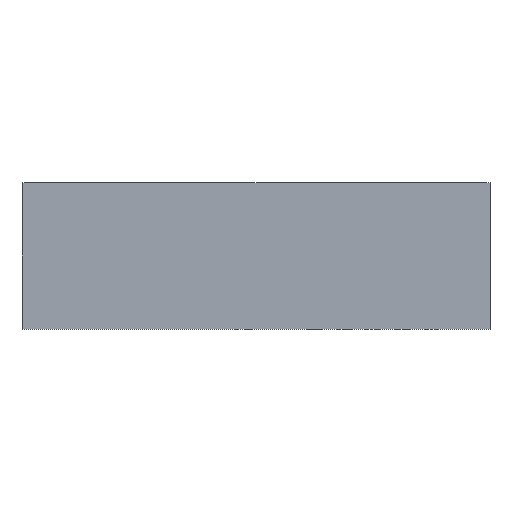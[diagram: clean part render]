
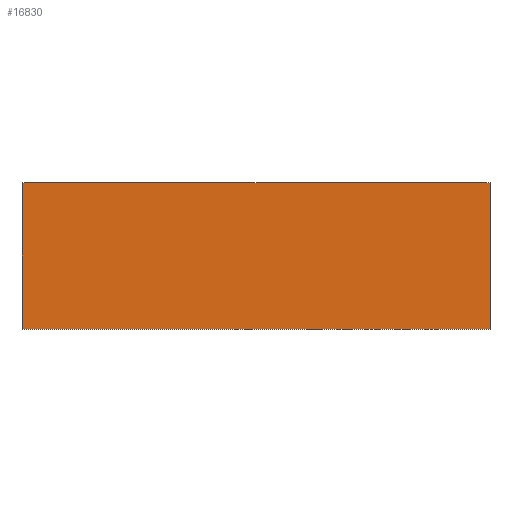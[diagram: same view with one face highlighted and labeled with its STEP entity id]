
A CAD part, left-side view. The second image highlights one B-rep face of the part: STEP entity #16830.
In plain terms, the highlighted planar face has unit normal (-1, 0, 0).
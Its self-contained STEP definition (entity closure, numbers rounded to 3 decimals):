
#98=PLANE('',#17692);
#942=FACE_OUTER_BOUND('',#1827,.T.);
#1827=EDGE_LOOP('',(#12979,#12980,#12981,#12982));
#3413=LINE('',#24214,#5905);
#3623=LINE('',#24635,#6115);
#3773=LINE('',#24934,#6265);
#3774=LINE('',#24935,#6266);
#5905=VECTOR('',#19323,10.);
#6115=VECTOR('',#19535,10.);
#6265=VECTOR('',#19687,10.);
#6266=VECTOR('',#19688,10.);
#8379=VERTEX_POINT('',#24212);
#8380=VERTEX_POINT('',#24213);
#8589=VERTEX_POINT('',#24632);
#8590=VERTEX_POINT('',#24634);
#10069=EDGE_CURVE('',#8379,#8380,#3413,.T.);
#10279=EDGE_CURVE('',#8589,#8590,#3623,.T.);
#10429=EDGE_CURVE('',#8379,#8589,#3773,.T.);
#10430=EDGE_CURVE('',#8380,#8590,#3774,.T.);
#12979=ORIENTED_EDGE('',*,*,#10279,.F.);
#12980=ORIENTED_EDGE('',*,*,#10429,.F.);
#12981=ORIENTED_EDGE('',*,*,#10069,.T.);
#12982=ORIENTED_EDGE('',*,*,#10430,.T.);
#16830=ADVANCED_FACE('',(#942),#98,.T.);
#17692=AXIS2_PLACEMENT_3D('',#24933,#19685,#19686);
#19323=DIRECTION('',(0.,0.,1.));
#19535=DIRECTION('',(0.,0.,1.));
#19685=DIRECTION('center_axis',(-1.,0.,0.));
#19686=DIRECTION('ref_axis',(0.,0.,1.));
#19687=DIRECTION('',(0.,1.,0.));
#19688=DIRECTION('',(0.,1.,0.));
#24212=CARTESIAN_POINT('',(585.045,720.,225.));
#24213=CARTESIAN_POINT('',(585.045,720.,275.));
#24214=CARTESIAN_POINT('',(585.045,720.,225.));
#24632=CARTESIAN_POINT('',(585.045,880.,225.));
#24634=CARTESIAN_POINT('',(585.045,880.,275.));
#24635=CARTESIAN_POINT('',(585.045,880.,225.));
#24933=CARTESIAN_POINT('Origin',(585.045,880.,225.));
#24934=CARTESIAN_POINT('',(585.045,720.,225.));
#24935=CARTESIAN_POINT('',(585.045,720.,275.));
